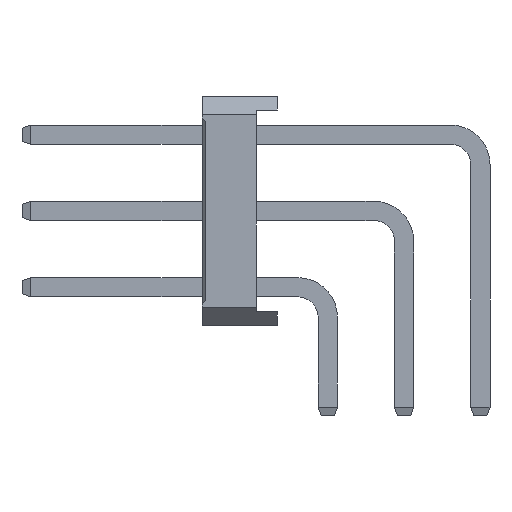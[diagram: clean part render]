
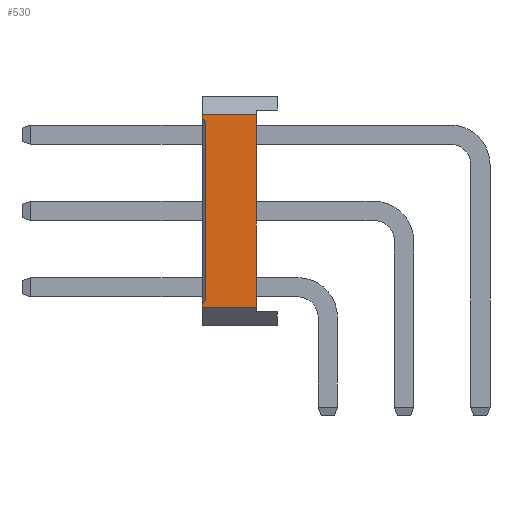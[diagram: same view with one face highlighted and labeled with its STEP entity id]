
A CAD part, left-side view. The second image highlights one B-rep face of the part: STEP entity #530.
In plain terms, the highlighted planar face has unit normal (-1, 0, 0).
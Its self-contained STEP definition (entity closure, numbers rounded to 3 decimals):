
#530=ADVANCED_FACE('',(#5686),#5688,.T.);
#5686=FACE_BOUND('',#5687,.T.);
#5687=EDGE_LOOP('',(#9877,#9878,#9879,#9880,#9881,#9882,#9883,#9884));
#5688=PLANE('',#5689);
#5689=AXIS2_PLACEMENT_3D('',#5690,#5691,#5692);
#5690=CARTESIAN_POINT('',(-1.27,1.68,0.6));
#5691=DIRECTION('',(-1.,0.,0.));
#5692=DIRECTION('',(0.,0.,1.));
#9877=ORIENTED_EDGE('',*,*,#12582,.F.);
#9878=ORIENTED_EDGE('',*,*,#12583,.T.);
#9879=ORIENTED_EDGE('',*,*,#12584,.F.);
#9880=ORIENTED_EDGE('',*,*,#12292,.F.);
#9881=ORIENTED_EDGE('',*,*,#12585,.F.);
#9882=ORIENTED_EDGE('',*,*,#12144,.T.);
#9883=ORIENTED_EDGE('',*,*,#12581,.T.);
#9884=ORIENTED_EDGE('',*,*,#12296,.F.);
#12144=EDGE_CURVE('',#13552,#13550,#13553,.T.);
#12292=EDGE_CURVE('',#13846,#13848,#13849,.T.);
#12296=EDGE_CURVE('',#13854,#13856,#13857,.T.);
#12581=EDGE_CURVE('',#13550,#13856,#14373,.T.);
#12582=EDGE_CURVE('',#14374,#13854,#14375,.F.);
#12583=EDGE_CURVE('',#14374,#14376,#14377,.T.);
#12584=EDGE_CURVE('',#13848,#14376,#14378,.F.);
#12585=EDGE_CURVE('',#13552,#13846,#14379,.T.);
#13550=VERTEX_POINT('',#15838);
#13552=VERTEX_POINT('',#15842);
#13553=LINE('',#15843,#15844);
#13846=VERTEX_POINT('',#16430);
#13848=VERTEX_POINT('',#16434);
#13849=LINE('',#16435,#16436);
#13854=VERTEX_POINT('',#16446);
#13856=VERTEX_POINT('',#16450);
#13857=LINE('',#16451,#16452);
#14373=LINE('',#17561,#17562);
#14374=VERTEX_POINT('',#17564);
#14375=LINE('',#17565,#17566);
#14376=VERTEX_POINT('',#17568);
#14377=LINE('',#17569,#17570);
#14378=LINE('',#17572,#17573);
#14379=LINE('',#17575,#17576);
#15838=CARTESIAN_POINT('',(-1.27,2.38,7.02));
#15842=CARTESIAN_POINT('',(-1.27,2.38,0.6));
#15843=CARTESIAN_POINT('',(-1.27,2.38,0.6));
#15844=VECTOR('',#15845,1.);
#15845=DIRECTION('',(0.,0.,1.));
#16430=CARTESIAN_POINT('',(-1.27,4.18,0.6));
#16434=CARTESIAN_POINT('',(-1.27,4.18,0.72));
#16435=CARTESIAN_POINT('',(-1.27,4.18,0.6));
#16436=VECTOR('',#16437,1.);
#16437=DIRECTION('',(0.,0.,1.));
#16446=CARTESIAN_POINT('',(-1.27,4.18,6.9));
#16450=CARTESIAN_POINT('',(-1.27,4.18,7.02));
#16451=CARTESIAN_POINT('',(-1.27,4.18,6.9));
#16452=VECTOR('',#16453,1.);
#16453=DIRECTION('',(0.,0.,1.));
#17561=CARTESIAN_POINT('',(-1.27,2.38,7.02));
#17562=VECTOR('',#17563,1.);
#17563=DIRECTION('',(0.,1.,0.));
#17564=CARTESIAN_POINT('',(-1.27,4.08,6.8));
#17565=CARTESIAN_POINT('',(-1.27,4.18,6.9));
#17566=VECTOR('',#17567,1.);
#17567=DIRECTION('',(0.,-0.707,-0.707));
#17568=CARTESIAN_POINT('',(-1.27,4.08,0.82));
#17569=CARTESIAN_POINT('',(-1.27,4.08,6.8));
#17570=VECTOR('',#17571,1.);
#17571=DIRECTION('',(0.,0.,-1.));
#17572=CARTESIAN_POINT('',(-1.27,4.08,0.82));
#17573=VECTOR('',#17574,1.);
#17574=DIRECTION('',(0.,0.707,-0.707));
#17575=CARTESIAN_POINT('',(-1.27,2.38,0.6));
#17576=VECTOR('',#17577,1.);
#17577=DIRECTION('',(0.,1.,0.));
